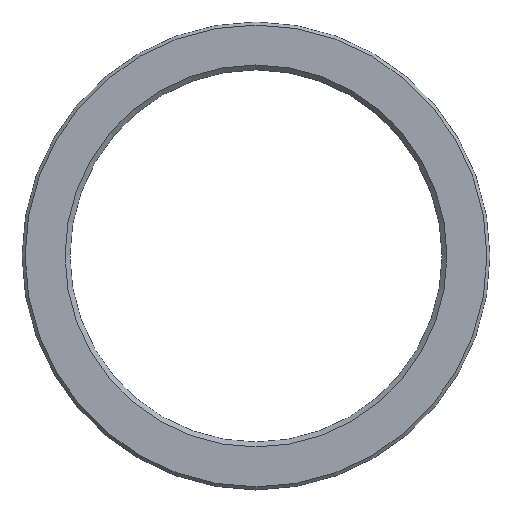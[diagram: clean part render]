
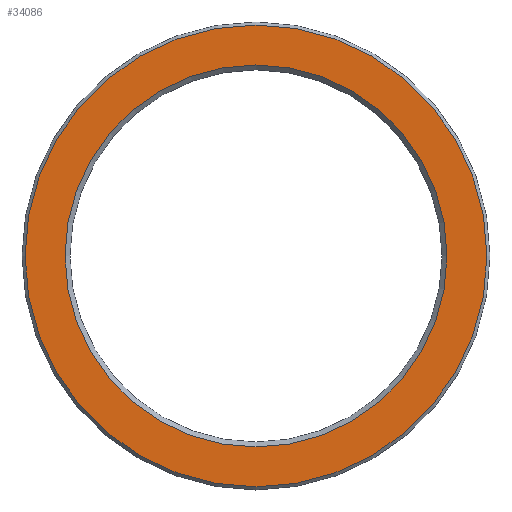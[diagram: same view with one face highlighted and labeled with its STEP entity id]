
A CAD part, top view. The second image highlights one B-rep face of the part: STEP entity #34086.
In plain terms, the highlighted planar face has unit normal (0, 0, 1).
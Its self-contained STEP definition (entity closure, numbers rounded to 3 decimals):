
#34050=CARTESIAN_POINT('',(0.,0.,28.204));
#34051=DIRECTION('',(0.,0.,1.));
#34052=DIRECTION('',(1.,0.,0.));
#34053=AXIS2_PLACEMENT_3D('',#34050,#34051,#34052);
#34054=PLANE('',#34053);
#34055=CARTESIAN_POINT('',(31.1,-0.,28.204));
#34056=VERTEX_POINT('',#34055);
#34057=CARTESIAN_POINT('',(0.,0.,28.204));
#34058=DIRECTION('',(-0.,-0.,-1.));
#34059=DIRECTION('',(1.,0.,-0.));
#34060=AXIS2_PLACEMENT_3D('',#34057,#34058,#34059);
#34061=CIRCLE('',#34060,31.1);
#34062=EDGE_CURVE('',#34056,#34056,#34061,.T.);
#34063=ORIENTED_EDGE('',*,*,#34062,.T.);
#34064=EDGE_LOOP('',(#34063));
#34065=FACE_BOUND('',#34064,.T.);
#34066=CARTESIAN_POINT('',(37.6,-0.,28.204));
#34067=VERTEX_POINT('',#34066);
#34068=CARTESIAN_POINT('',(-37.6,0.,28.204));
#34069=VERTEX_POINT('',#34068);
#34070=CARTESIAN_POINT('',(0.,0.,28.204));
#34071=DIRECTION('',(0.,0.,1.));
#34072=DIRECTION('',(1.,0.,-0.));
#34073=AXIS2_PLACEMENT_3D('',#34070,#34071,#34072);
#34074=CIRCLE('',#34073,37.6);
#34075=EDGE_CURVE('',#34067,#34069,#34074,.T.);
#34076=ORIENTED_EDGE('',*,*,#34075,.T.);
#34077=CARTESIAN_POINT('',(0.,0.,28.204));
#34078=DIRECTION('',(0.,0.,1.));
#34079=DIRECTION('',(1.,0.,-0.));
#34080=AXIS2_PLACEMENT_3D('',#34077,#34078,#34079);
#34081=CIRCLE('',#34080,37.6);
#34082=EDGE_CURVE('',#34069,#34067,#34081,.T.);
#34083=ORIENTED_EDGE('',*,*,#34082,.T.);
#34084=EDGE_LOOP('',(#34076,#34083));
#34085=FACE_BOUND('',#34084,.T.);
#34086=ADVANCED_FACE('',(#34065,#34085),#34054,.T.);
